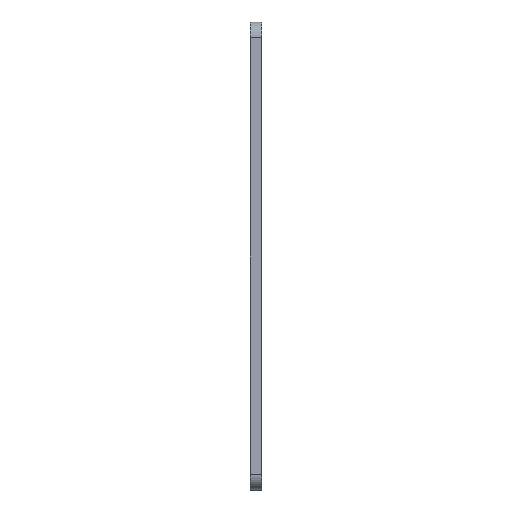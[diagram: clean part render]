
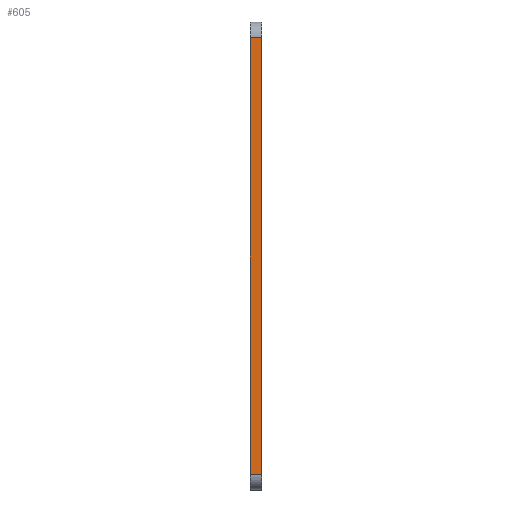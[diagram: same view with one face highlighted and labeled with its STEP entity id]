
A CAD part, left-side view. The second image highlights one B-rep face of the part: STEP entity #605.
In plain terms, the highlighted planar face has unit normal (-1, 0, 0).
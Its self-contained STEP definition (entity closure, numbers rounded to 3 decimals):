
#7 = CARTESIAN_POINT ( 'NONE',  ( -14.5, 0., -14.5 ) ) ;
#23 = CARTESIAN_POINT ( 'NONE',  ( -14.5, 0., -12.5 ) ) ;
#27 = VERTEX_POINT ( 'NONE', #347 ) ;
#74 = DIRECTION ( 'NONE',  ( 0., 0., 1. ) ) ;
#87 = FACE_OUTER_BOUND ( 'NONE', #876, .T. ) ;
#142 = VERTEX_POINT ( 'NONE', #759 ) ;
#147 = CARTESIAN_POINT ( 'NONE',  ( -14.5, 1.5, -14.5 ) ) ;
#163 = VERTEX_POINT ( 'NONE', #1120 ) ;
#206 = EDGE_CURVE ( 'NONE', #163, #142, #212, .T. ) ;
#212 = LINE ( 'NONE', #23, #1037 ) ;
#335 = PLANE ( 'NONE',  #352 ) ;
#347 = CARTESIAN_POINT ( 'NONE',  ( -14.5, 1.5, 42.5 ) ) ;
#352 = AXIS2_PLACEMENT_3D ( 'NONE', #1070, #619, #530 ) ;
#498 = DIRECTION ( 'NONE',  ( 0., -1., 0. ) ) ;
#530 = DIRECTION ( 'NONE',  ( 0., 0., 1. ) ) ;
#542 = LINE ( 'NONE', #147, #1134 ) ;
#605 = ADVANCED_FACE ( 'NONE', ( #87 ), #335, .T. ) ;
#619 = DIRECTION ( 'NONE',  ( -1., 0., 0. ) ) ;
#675 = VECTOR ( 'NONE', #1039, 1000. ) ;
#695 = ORIENTED_EDGE ( 'NONE', *, *, #206, .T. ) ;
#759 = CARTESIAN_POINT ( 'NONE',  ( -14.5, 0., -12.5 ) ) ;
#784 = ORIENTED_EDGE ( 'NONE', *, *, #894, .T. ) ;
#846 = VECTOR ( 'NONE', #1125, 1000. ) ;
#849 = LINE ( 'NONE', #7, #846 ) ;
#876 = EDGE_LOOP ( 'NONE', ( #1163, #695, #1074, #784 ) ) ;
#887 = EDGE_CURVE ( 'NONE', #142, #1211, #849, .T. ) ;
#894 = EDGE_CURVE ( 'NONE', #1211, #27, #1131, .T. ) ;
#1037 = VECTOR ( 'NONE', #498, 1000. ) ;
#1039 = DIRECTION ( 'NONE',  ( 0., 1., 0. ) ) ;
#1053 = EDGE_CURVE ( 'NONE', #163, #27, #542, .T. ) ;
#1070 = CARTESIAN_POINT ( 'NONE',  ( -14.5, 0., -14.5 ) ) ;
#1074 = ORIENTED_EDGE ( 'NONE', *, *, #887, .T. ) ;
#1079 = CARTESIAN_POINT ( 'NONE',  ( -14.5, 0., 42.5 ) ) ;
#1119 = CARTESIAN_POINT ( 'NONE',  ( -14.5, 0., 42.5 ) ) ;
#1120 = CARTESIAN_POINT ( 'NONE',  ( -14.5, 1.5, -12.5 ) ) ;
#1125 = DIRECTION ( 'NONE',  ( 0., 0., 1. ) ) ;
#1131 = LINE ( 'NONE', #1119, #675 ) ;
#1134 = VECTOR ( 'NONE', #74, 1000. ) ;
#1163 = ORIENTED_EDGE ( 'NONE', *, *, #1053, .F. ) ;
#1211 = VERTEX_POINT ( 'NONE', #1079 ) ;
